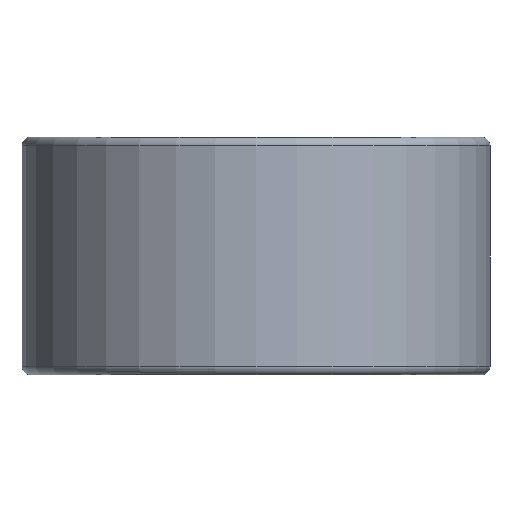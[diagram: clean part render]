
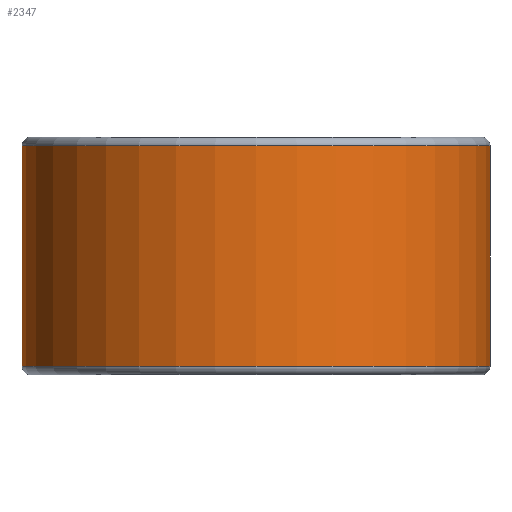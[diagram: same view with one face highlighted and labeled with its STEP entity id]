
A CAD part, front view. The second image highlights one B-rep face of the part: STEP entity #2347.
In plain terms, the highlighted cylindrical face has radius 20.231 mm (diameter 40.462 mm), a partial arc.
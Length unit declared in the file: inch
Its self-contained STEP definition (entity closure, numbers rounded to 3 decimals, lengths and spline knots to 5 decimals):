
#34 = AXIS2_PLACEMENT_3D ( 'NONE', #60, #1514, #252 ) ;
#60 = CARTESIAN_POINT ( 'NONE',  ( 0.7185, -1.937, -0.375 ) ) ;
#83 = CARTESIAN_POINT ( 'NONE',  ( 1.515, -1.937, 0.375 ) ) ;
#129 = CARTESIAN_POINT ( 'NONE',  ( 1.515, -1.937, -0.375 ) ) ;
#159 = VERTEX_POINT ( 'NONE', #2658 ) ;
#252 = DIRECTION ( 'NONE',  ( 1., 0., 0. ) ) ;
#272 = ORIENTED_EDGE ( 'NONE', *, *, #1442, .T. ) ;
#298 = CYLINDRICAL_SURFACE ( 'NONE', #2670, 0.7965 ) ;
#304 = CARTESIAN_POINT ( 'NONE',  ( 1.515, -1.937, 0. ) ) ;
#366 = VERTEX_POINT ( 'NONE', #129 ) ;
#397 = DIRECTION ( 'NONE',  ( 0., 0., 1. ) ) ;
#435 = LINE ( 'NONE', #820, #2122 ) ;
#468 = VERTEX_POINT ( 'NONE', #1467 ) ;
#470 = VECTOR ( 'NONE', #534, 39.37008 ) ;
#534 = DIRECTION ( 'NONE',  ( 0., 0., 1. ) ) ;
#623 = DIRECTION ( 'NONE',  ( 1., 0., 0. ) ) ;
#738 = CIRCLE ( 'NONE', #2385, 0.7965 ) ;
#820 = CARTESIAN_POINT ( 'NONE',  ( -0.078, -1.937, 0.375 ) ) ;
#874 = EDGE_LOOP ( 'NONE', ( #272, #1713, #1270, #1214 ) ) ;
#881 = DIRECTION ( 'NONE',  ( 0., 0., -1. ) ) ;
#1043 = DIRECTION ( 'NONE',  ( 0., 0., 1. ) ) ;
#1209 = FACE_OUTER_BOUND ( 'NONE', #874, .T. ) ;
#1214 = ORIENTED_EDGE ( 'NONE', *, *, #1451, .T. ) ;
#1270 = ORIENTED_EDGE ( 'NONE', *, *, #2061, .F. ) ;
#1442 = EDGE_CURVE ( 'NONE', #468, #366, #2372, .T. ) ;
#1451 = EDGE_CURVE ( 'NONE', #159, #468, #435, .T. ) ;
#1467 = CARTESIAN_POINT ( 'NONE',  ( -0.078, -1.937, -0.375 ) ) ;
#1514 = DIRECTION ( 'NONE',  ( 0., 0., 1. ) ) ;
#1638 = EDGE_CURVE ( 'NONE', #366, #2597, #2448, .T. ) ;
#1681 = CARTESIAN_POINT ( 'NONE',  ( 0.7185, -1.937, 0.375 ) ) ;
#1713 = ORIENTED_EDGE ( 'NONE', *, *, #1638, .T. ) ;
#1875 = DIRECTION ( 'NONE',  ( 1., 0., 0. ) ) ;
#2061 = EDGE_CURVE ( 'NONE', #159, #2597, #738, .T. ) ;
#2122 = VECTOR ( 'NONE', #881, 39.37008 ) ;
#2289 = CARTESIAN_POINT ( 'NONE',  ( 0.7185, -1.937, 0. ) ) ;
#2347 = ADVANCED_FACE ( 'NONE', ( #1209 ), #298, .T. ) ;
#2372 = CIRCLE ( 'NONE', #34, 0.7965 ) ;
#2385 = AXIS2_PLACEMENT_3D ( 'NONE', #1681, #397, #1875 ) ;
#2448 = LINE ( 'NONE', #304, #470 ) ;
#2597 = VERTEX_POINT ( 'NONE', #83 ) ;
#2658 = CARTESIAN_POINT ( 'NONE',  ( -0.078, -1.937, 0.375 ) ) ;
#2670 = AXIS2_PLACEMENT_3D ( 'NONE', #2289, #1043, #623 ) ;
